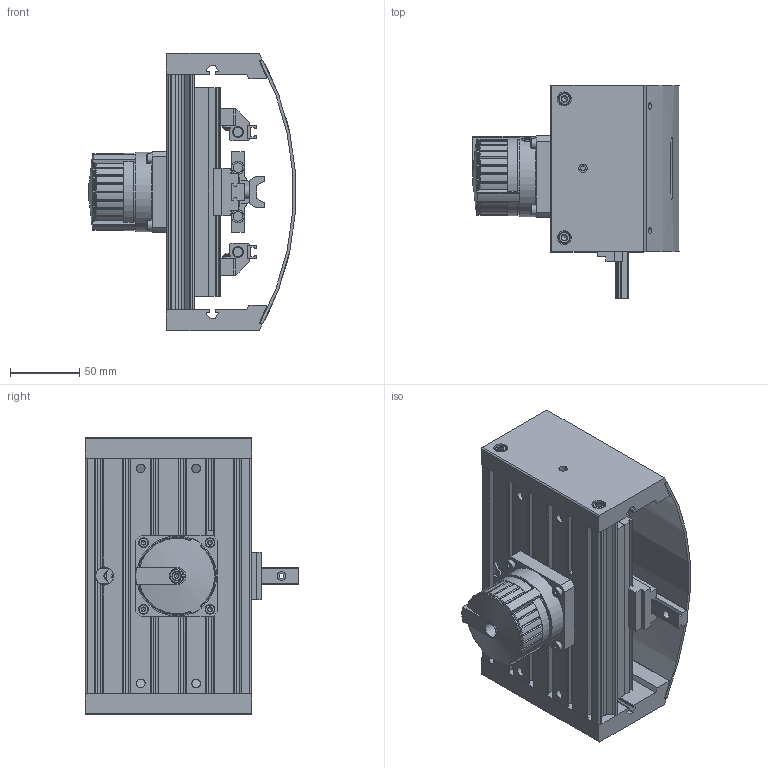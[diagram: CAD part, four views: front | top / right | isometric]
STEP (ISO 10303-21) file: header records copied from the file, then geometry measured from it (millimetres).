
FILE_DESCRIPTION(/* description */ ('STEP AP214'),/* implementation_level */ '2;1');
FILE_NAME(/* name */ '533600_HSP-12-AP-SD',/* time_stamp */ '2024-08-21T08:48:33+02:00',/* author */ ('License CC BY-ND 4.0'),/* organization */ ('CADENAS'),/* preprocessor_version */ 'ST-DEVELOPER v19.3',/* originating_system */ 'PARTsolutions',/* authorisation */ ' ');
FILE_SCHEMA (('AUTOMOTIVE_DESIGN {1 0 10303 214 3 1 1}'));
Length unit declared in the file: millimetre
Products named in the file (41): 533600 HSP-12-AP-SD---(1_0_0_0_0_); 533600 HSP-12-AP-SD---(PL_0_0_0_0_0); 661073 HSP-12; 547591 DSM-12-270-A-B_K---(B); 533600 HSP-12---(BU_1); HSP-12---(MITN); DIN-912 - M3x8(F); 549194 AKM-12; DIN-912 - M4x16(F); 380612 NST-5-M4; 657099 HSP-12---(UNTERL); DIN-912 - M5x10(F); HSP-12---(KF); 533600 HSP-12---(KF1); HSP-12---(KF2); 657105 HSP-12---(STEG); DIN 125-1-A-6.4; DIN 439-A - M6; DIN 934 - M4(F); 657742 HSP-12; HSP-12---(KRV); DIN-7984 - M3x12(F); 351838; 664700 Halter-(H); Sloted round nut DIN 546 M3; 189654 HMBN-5-M5; HSP-12---(KuL); DIN-912 - M5x12(F); 657697 HSP-12---(SCHR); 657106 HSP-12---(WINL); DIN-912 - M4x12(F); 657108 HSP-12-SCHIENE; DIN 965 M3x4; 657103 HSP-12---(Bu-Anschl); 191192 YSRW-5-8---(0.701); 657699 HSP-12-DRUCKSTUECK; HSP-12---(KuR); 657107 HSP-12---(WINR); 533635 BSD-HSP-12---(ST); 533635 BSD-HSP-12---(BL) ...
Assembly tree (78 placements, depth 2):
  533600 HSP-12-AP-SD---(1_0_0_0_0_)
    533600 HSP-12-AP-SD---(PL_0_0_0_0_0)
    661073 HSP-12
    547591 DSM-12-270-A-B_K---(B)
    533600 HSP-12---(BU_1)
    HSP-12---(MITN)
    DIN-912 - M3x8(F)  x9
    549194 AKM-12
    DIN-912 - M4x16(F)  x4
    380612 NST-5-M4  x2
    657099 HSP-12---(UNTERL)
    DIN-912 - M5x10(F)  x3
    HSP-12---(KF)
    533600 HSP-12---(KF1)
    HSP-12---(KF2)
    657105 HSP-12---(STEG)
    DIN 125-1-A-6.4
    DIN 439-A - M6
    DIN 934 - M4(F)  x2
    657742 HSP-12  x2
    HSP-12---(KRV)
    DIN-7984 - M3x12(F)
    351838
    664700 Halter-(H)
    Sloted round nut DIN 546 M3
    189654 HMBN-5-M5  x7
    HSP-12---(KuL)
    DIN-912 - M5x12(F)  x4
    657697 HSP-12---(SCHR)  x2
    657106 HSP-12---(WINL)
    DIN-912 - M4x12(F)  x4
    657108 HSP-12-SCHIENE  x2
    DIN 965 M3x4  x2
    657103 HSP-12---(Bu-Anschl)  x2
    191192 YSRW-5-8---(0.701)  x2
    657699 HSP-12-DRUCKSTUECK  x2
    HSP-12---(KuR)
    657107 HSP-12---(WINR)
    533635 BSD-HSP-12---(ST)  x2
    533635 BSD-HSP-12---(BL)
    DIN-912 - M5x20(F)  x4
Bounding box: 149.2 x 154 x 200 mm (x, y, z)
Volume: 739866.4 mm3; surface area: 388397.9 mm2
Topology: 78 solids, 78 shells, 2601 faces, 6366 edges, 3976 vertices
Faces by surface type: plane 1340, cylinder 737, cone 490, torus 19, sphere 15
Full cylindrical faces by diameter (mm): 2.161 x2, 2.459 x15, 2.5 x2, 3 x12, 3.2 x1, 3.242 x15, 3.4 x3, 3.5 x11, 4 x15, 4.134 x9, 4.2 x10, 4.5 x8, 4.6 x4, 4.7 x2, 4.917 x7, 5 x12, 5.5 x21, 5.6 x4, 6 x15, 6.2 x12, 6.3 x8, 6.4 x2, 6.5 x1, 6.647 x4, 6.7 x2, 7 x10, 8 x9, 8.2 x2, 8.3 x2, 8.5 x11
Entity records: 49586 total; most frequent: CARTESIAN_POINT 9569, DIRECTION 8119, ORIENTED_EDGE 7528, EDGE_CURVE 3764, AXIS2_PLACEMENT_3D 2996, VERTEX_POINT 2649, FACE_BOUND 2253, EDGE_LOOP 2226
